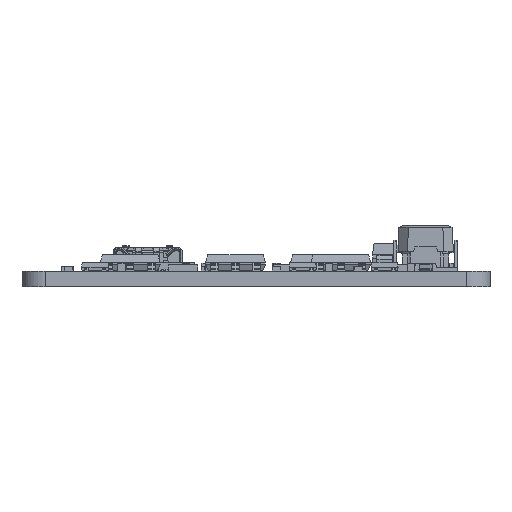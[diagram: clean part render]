
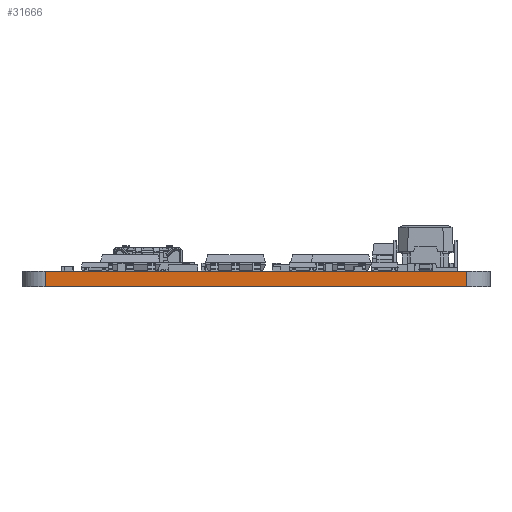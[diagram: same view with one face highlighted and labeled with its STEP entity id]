
A CAD part, left-side view. The second image highlights one B-rep face of the part: STEP entity #31666.
In plain terms, the highlighted planar face has unit normal (-1, 0, 0).
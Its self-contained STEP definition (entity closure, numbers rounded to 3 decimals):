
#1156=PLANE('',#33760);
#2458=FACE_OUTER_BOUND('',#4236,.T.);
#4236=EDGE_LOOP('',(#22070,#22071,#22072,#22073));
#6104=LINE('',#45785,#9760);
#6126=LINE('',#45842,#9782);
#6127=LINE('',#45844,#9783);
#6128=LINE('',#45845,#9784);
#9760=VECTOR('',#36638,10.);
#9782=VECTOR('',#36692,10.);
#9783=VECTOR('',#36695,10.);
#9784=VECTOR('',#36696,10.);
#14325=VERTEX_POINT('',#45782);
#14326=VERTEX_POINT('',#45784);
#14344=VERTEX_POINT('',#45838);
#14345=VERTEX_POINT('',#45840);
#17363=EDGE_CURVE('',#14325,#14326,#6104,.T.);
#17392=EDGE_CURVE('',#14344,#14345,#6126,.T.);
#17393=EDGE_CURVE('',#14325,#14344,#6127,.T.);
#17394=EDGE_CURVE('',#14326,#14345,#6128,.T.);
#22070=ORIENTED_EDGE('',*,*,#17393,.T.);
#22071=ORIENTED_EDGE('',*,*,#17392,.T.);
#22072=ORIENTED_EDGE('',*,*,#17394,.F.);
#22073=ORIENTED_EDGE('',*,*,#17363,.F.);
#31666=ADVANCED_FACE('',(#2458),#1156,.T.);
#33760=AXIS2_PLACEMENT_3D('',#45843,#36693,#36694);
#36638=DIRECTION('',(0.,0.,1.));
#36692=DIRECTION('',(0.,0.,1.));
#36693=DIRECTION('center_axis',(-1.,0.,0.));
#36694=DIRECTION('ref_axis',(0.,-1.,0.));
#36695=DIRECTION('',(0.,-1.,0.));
#36696=DIRECTION('',(0.,-1.,0.));
#45782=CARTESIAN_POINT('',(0.,48.26,0.));
#45784=CARTESIAN_POINT('',(0.,48.26,1.67));
#45785=CARTESIAN_POINT('',(0.,48.26,0.));
#45838=CARTESIAN_POINT('',(0.,2.54,0.));
#45840=CARTESIAN_POINT('',(0.,2.54,1.67));
#45842=CARTESIAN_POINT('',(0.,2.54,0.));
#45843=CARTESIAN_POINT('Origin',(0.,48.26,0.));
#45844=CARTESIAN_POINT('',(0.,48.26,0.));
#45845=CARTESIAN_POINT('',(0.,48.26,1.67));
